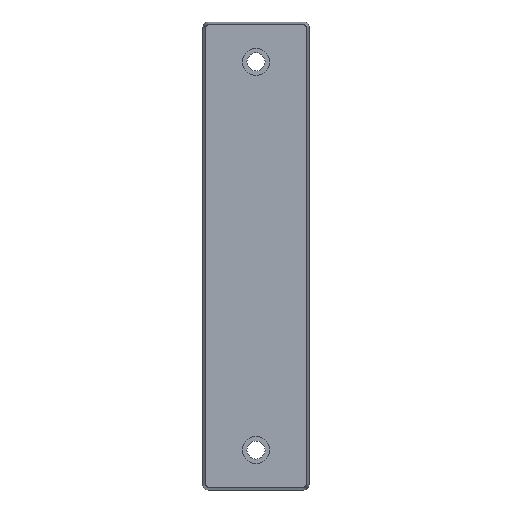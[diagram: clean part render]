
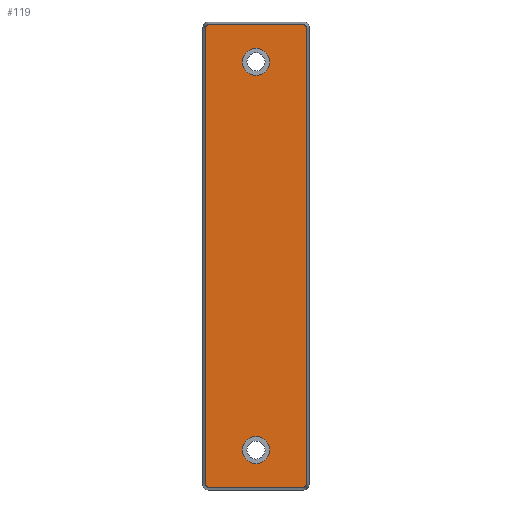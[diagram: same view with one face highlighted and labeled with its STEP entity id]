
A CAD part, top view. The second image highlights one B-rep face of the part: STEP entity #119.
In plain terms, the highlighted planar face has unit normal (0, 0, 1).
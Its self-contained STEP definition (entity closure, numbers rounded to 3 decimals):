
#4 = AXIS2_PLACEMENT_3D ( 'NONE', #431, #127, #479 ) ;
#5 = ORIENTED_EDGE ( 'NONE', *, *, #280, .T. ) ;
#8 = CARTESIAN_POINT ( 'NONE',  ( -19.659, 87.595, 8. ) ) ;
#14 = ORIENTED_EDGE ( 'NONE', *, *, #313, .T. ) ;
#18 = AXIS2_PLACEMENT_3D ( 'NONE', #191, #543, #235 ) ;
#26 = CARTESIAN_POINT ( 'NONE',  ( -19.659, 90.425, 8. ) ) ;
#38 = AXIS2_PLACEMENT_3D ( 'NONE', #226, #583, #276 ) ;
#39 = VERTEX_POINT ( 'NONE', #569 ) ;
#54 = CARTESIAN_POINT ( 'NONE',  ( 19.659, 90.425, 8. ) ) ;
#64 = ORIENTED_EDGE ( 'NONE', *, *, #146, .F. ) ;
#75 = EDGE_CURVE ( 'NONE', #553, #117, #333, .T. ) ;
#80 = EDGE_CURVE ( 'NONE', #117, #553, #459, .T. ) ;
#85 = CARTESIAN_POINT ( 'NONE',  ( -19.659, -87.595, 8. ) ) ;
#86 = VERTEX_POINT ( 'NONE', #259 ) ;
#99 = VERTEX_POINT ( 'NONE', #629 ) ;
#117 = VERTEX_POINT ( 'NONE', #126 ) ;
#119 = ADVANCED_FACE ( 'NONE', ( #584, #434, #193 ), #416, .T. ) ;
#121 =( BOUNDED_CURVE ( )  B_SPLINE_CURVE ( 3, ( #325, #576, #533, #228 ),
 .UNSPECIFIED., .F., .T. ) 
 B_SPLINE_CURVE_WITH_KNOTS ( ( 4, 4 ),
 ( 5.503, 7.063 ),
 .UNSPECIFIED. ) 
 CURVE ( )  GEOMETRIC_REPRESENTATION_ITEM ( )  RATIONAL_B_SPLINE_CURVE ( ( 1., 0.807, 0.807, 1. ) ) 
 REPRESENTATION_ITEM ( '' )  );
#126 = CARTESIAN_POINT ( 'NONE',  ( 5.25, -75., 8. ) ) ;
#127 = DIRECTION ( 'NONE',  ( 0., 0., 1. ) ) ;
#136 = CARTESIAN_POINT ( 'NONE',  ( -18.838, -89.584, 8. ) ) ;
#141 =( BOUNDED_CURVE ( )  B_SPLINE_CURVE ( 3, ( #320, #564, #311, #8 ),
 .UNSPECIFIED., .F., .F. ) 
 B_SPLINE_CURVE_WITH_KNOTS ( ( 4, 4 ),
 ( 5.503, 7.063 ),
 .UNSPECIFIED. ) 
 CURVE ( )  GEOMETRIC_REPRESENTATION_ITEM ( )  RATIONAL_B_SPLINE_CURVE ( ( 1., 0.807, 0.807, 1. ) ) 
 REPRESENTATION_ITEM ( '' )  );
#146 = EDGE_CURVE ( 'NONE', #270, #641, #632, .T. ) ;
#165 = CARTESIAN_POINT ( 'NONE',  ( 0., 0., 8. ) ) ;
#167 = CARTESIAN_POINT ( 'NONE',  ( 0., 75., 8. ) ) ;
#168 = CARTESIAN_POINT ( 'NONE',  ( 17.67, 89.584, 8. ) ) ;
#169 = VERTEX_POINT ( 'NONE', #262 ) ;
#173 = CARTESIAN_POINT ( 'NONE',  ( -20.5, -89.584, 8. ) ) ;
#183 = EDGE_CURVE ( 'NONE', #169, #86, #401, .T. ) ;
#186 = CARTESIAN_POINT ( 'NONE',  ( 5.25, 75., 8. ) ) ;
#191 = CARTESIAN_POINT ( 'NONE',  ( 0., 75., 8. ) ) ;
#192 = VECTOR ( 'NONE', #269, 1000. ) ;
#193 = FACE_OUTER_BOUND ( 'NONE', #384, .T. ) ;
#196 = CARTESIAN_POINT ( 'NONE',  ( 17.67, -89.584, 8. ) ) ;
#199 = CARTESIAN_POINT ( 'NONE',  ( -17.67, -89.584, 8. ) ) ;
#215 = DIRECTION ( 'NONE',  ( 1., 0., 0. ) ) ;
#216 = EDGE_CURVE ( 'NONE', #571, #99, #141, .T. ) ;
#226 = CARTESIAN_POINT ( 'NONE',  ( 0., -75., 8. ) ) ;
#228 = CARTESIAN_POINT ( 'NONE',  ( 19.659, -87.595, 8. ) ) ;
#233 = CARTESIAN_POINT ( 'NONE',  ( -19.659, -87.595, 8. ) ) ;
#235 = DIRECTION ( 'NONE',  ( 1., 0., 0. ) ) ;
#253 = CARTESIAN_POINT ( 'NONE',  ( -17.67, 89.584, 8. ) ) ;
#255 =( BOUNDED_CURVE ( )  B_SPLINE_CURVE ( 3, ( #85, #487, #136, #315 ),
 .UNSPECIFIED., .F., .F. ) 
 B_SPLINE_CURVE_WITH_KNOTS ( ( 4, 4 ),
 ( 5.503, 7.063 ),
 .UNSPECIFIED. ) 
 CURVE ( )  GEOMETRIC_REPRESENTATION_ITEM ( )  RATIONAL_B_SPLINE_CURVE ( ( 1., 0.807, 0.807, 1. ) ) 
 REPRESENTATION_ITEM ( '' )  );
#259 = CARTESIAN_POINT ( 'NONE',  ( 17.67, 89.584, 8. ) ) ;
#262 = CARTESIAN_POINT ( 'NONE',  ( 19.659, 87.595, 8. ) ) ;
#265 = LINE ( 'NONE', #54, #517 ) ;
#269 = DIRECTION ( 'NONE',  ( 1., 0., 0. ) ) ;
#270 = VERTEX_POINT ( 'NONE', #186 ) ;
#271 = AXIS2_PLACEMENT_3D ( 'NONE', #167, #515, #478 ) ;
#276 = DIRECTION ( 'NONE',  ( 1., 0., 0. ) ) ;
#280 = EDGE_CURVE ( 'NONE', #396, #591, #255, .T. ) ;
#286 = ORIENTED_EDGE ( 'NONE', *, *, #75, .F. ) ;
#294 = CARTESIAN_POINT ( 'NONE',  ( -20.5, 89.584, 8. ) ) ;
#300 = CARTESIAN_POINT ( 'NONE',  ( -5.25, -75., 8. ) ) ;
#306 = ORIENTED_EDGE ( 'NONE', *, *, #592, .T. ) ;
#309 = AXIS2_PLACEMENT_3D ( 'NONE', #165, #512, #215 ) ;
#311 = CARTESIAN_POINT ( 'NONE',  ( -19.659, 88.763, 8. ) ) ;
#313 = EDGE_CURVE ( 'NONE', #591, #587, #595, .T. ) ;
#315 = CARTESIAN_POINT ( 'NONE',  ( -17.67, -89.584, 8. ) ) ;
#317 = CARTESIAN_POINT ( 'NONE',  ( 19.659, 88.763, 8. ) ) ;
#319 = EDGE_CURVE ( 'NONE', #587, #39, #121, .T. ) ;
#320 = CARTESIAN_POINT ( 'NONE',  ( -17.67, 89.584, 8. ) ) ;
#325 = CARTESIAN_POINT ( 'NONE',  ( 17.67, -89.584, 8. ) ) ;
#329 = DIRECTION ( 'NONE',  ( 0., -1., 0. ) ) ;
#333 = CIRCLE ( 'NONE', #4, 5.25 ) ;
#336 = ORIENTED_EDGE ( 'NONE', *, *, #319, .T. ) ;
#340 = VECTOR ( 'NONE', #329, 1000. ) ;
#354 = LINE ( 'NONE', #26, #340 ) ;
#363 = EDGE_LOOP ( 'NONE', ( #64, #410 ) ) ;
#382 = LINE ( 'NONE', #294, #469 ) ;
#383 = ORIENTED_EDGE ( 'NONE', *, *, #216, .T. ) ;
#384 = EDGE_LOOP ( 'NONE', ( #491, #643, #306, #383, #425, #5, #14, #336 ) ) ;
#390 = EDGE_CURVE ( 'NONE', #641, #270, #443, .T. ) ;
#392 = ORIENTED_EDGE ( 'NONE', *, *, #80, .F. ) ;
#396 = VERTEX_POINT ( 'NONE', #233 ) ;
#401 =( BOUNDED_CURVE ( )  B_SPLINE_CURVE ( 3, ( #418, #317, #467, #168 ),
 .UNSPECIFIED., .F., .F. ) 
 B_SPLINE_CURVE_WITH_KNOTS ( ( 4, 4 ),
 ( 5.503, 7.063 ),
 .UNSPECIFIED. ) 
 CURVE ( )  GEOMETRIC_REPRESENTATION_ITEM ( )  RATIONAL_B_SPLINE_CURVE ( ( 1., 0.807, 0.807, 1. ) ) 
 REPRESENTATION_ITEM ( '' )  );
#410 = ORIENTED_EDGE ( 'NONE', *, *, #390, .F. ) ;
#416 = PLANE ( 'NONE',  #309 ) ;
#418 = CARTESIAN_POINT ( 'NONE',  ( 19.659, 87.595, 8. ) ) ;
#425 = ORIENTED_EDGE ( 'NONE', *, *, #631, .T. ) ;
#430 = CARTESIAN_POINT ( 'NONE',  ( -5.25, 75., 8. ) ) ;
#431 = CARTESIAN_POINT ( 'NONE',  ( 0., -75., 8. ) ) ;
#434 = FACE_BOUND ( 'NONE', #363, .T. ) ;
#443 = CIRCLE ( 'NONE', #18, 5.25 ) ;
#459 = CIRCLE ( 'NONE', #38, 5.25 ) ;
#467 = CARTESIAN_POINT ( 'NONE',  ( 18.838, 89.584, 8. ) ) ;
#469 = VECTOR ( 'NONE', #601, 1000. ) ;
#478 = DIRECTION ( 'NONE',  ( 1., 0., 0. ) ) ;
#479 = DIRECTION ( 'NONE',  ( 1., 0., 0. ) ) ;
#487 = CARTESIAN_POINT ( 'NONE',  ( -19.659, -88.763, 8. ) ) ;
#491 = ORIENTED_EDGE ( 'NONE', *, *, #563, .T. ) ;
#512 = DIRECTION ( 'NONE',  ( 0., 0., 1. ) ) ;
#515 = DIRECTION ( 'NONE',  ( 0., 0., 1. ) ) ;
#517 = VECTOR ( 'NONE', #558, 1000. ) ;
#533 = CARTESIAN_POINT ( 'NONE',  ( 19.659, -88.763, 8. ) ) ;
#543 = DIRECTION ( 'NONE',  ( 0., 0., 1. ) ) ;
#553 = VERTEX_POINT ( 'NONE', #300 ) ;
#558 = DIRECTION ( 'NONE',  ( 0., 1., 0. ) ) ;
#563 = EDGE_CURVE ( 'NONE', #39, #169, #265, .T. ) ;
#564 = CARTESIAN_POINT ( 'NONE',  ( -18.838, 89.584, 8. ) ) ;
#569 = CARTESIAN_POINT ( 'NONE',  ( 19.659, -87.595, 8. ) ) ;
#571 = VERTEX_POINT ( 'NONE', #253 ) ;
#576 = CARTESIAN_POINT ( 'NONE',  ( 18.838, -89.584, 8. ) ) ;
#583 = DIRECTION ( 'NONE',  ( 0., 0., 1. ) ) ;
#584 = FACE_BOUND ( 'NONE', #638, .T. ) ;
#587 = VERTEX_POINT ( 'NONE', #196 ) ;
#591 = VERTEX_POINT ( 'NONE', #199 ) ;
#592 = EDGE_CURVE ( 'NONE', #86, #571, #382, .T. ) ;
#595 = LINE ( 'NONE', #173, #192 ) ;
#601 = DIRECTION ( 'NONE',  ( -1., 0., 0. ) ) ;
#629 = CARTESIAN_POINT ( 'NONE',  ( -19.659, 87.595, 8. ) ) ;
#631 = EDGE_CURVE ( 'NONE', #99, #396, #354, .T. ) ;
#632 = CIRCLE ( 'NONE', #271, 5.25 ) ;
#638 = EDGE_LOOP ( 'NONE', ( #392, #286 ) ) ;
#641 = VERTEX_POINT ( 'NONE', #430 ) ;
#643 = ORIENTED_EDGE ( 'NONE', *, *, #183, .T. ) ;
